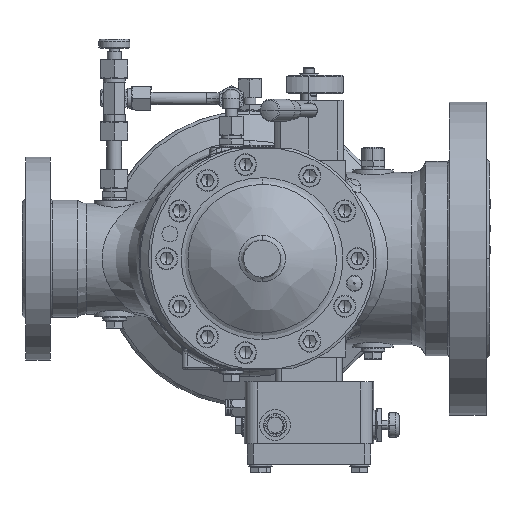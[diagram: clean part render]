
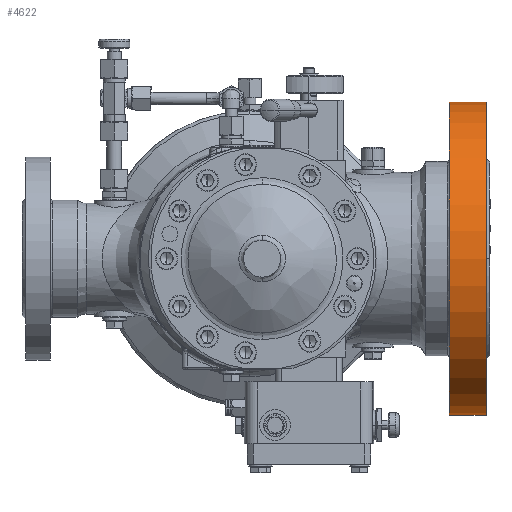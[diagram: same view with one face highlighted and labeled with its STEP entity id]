
A CAD part, front view. The second image highlights one B-rep face of the part: STEP entity #4622.
In plain terms, the highlighted cylindrical face has radius 127 mm (diameter 254 mm), a partial arc.
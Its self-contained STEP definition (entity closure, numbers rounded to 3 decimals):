
#4622 = ADVANCED_FACE ( 'NONE', ( #30721 ), #47368, .T. ) ;
#5225 = CARTESIAN_POINT ( 'NONE',  ( 192., 0., -127. ) ) ;
#6256 = VERTEX_POINT ( 'NONE', #5225 ) ;
#10896 = VECTOR ( 'NONE', #37382, 1000. ) ;
#12257 = CARTESIAN_POINT ( 'NONE',  ( 192., 0., 127. ) ) ;
#13854 = VERTEX_POINT ( 'NONE', #12257 ) ;
#16939 = DIRECTION ( 'NONE',  ( 0., 0., 1. ) ) ;
#19114 = EDGE_LOOP ( 'NONE', ( #125231, #50042, #108370, #134125 ) ) ;
#24059 = VERTEX_POINT ( 'NONE', #38979 ) ;
#24971 = DIRECTION ( 'NONE',  ( -1., 0., 0. ) ) ;
#28279 = CARTESIAN_POINT ( 'NONE',  ( 195., 0., 0. ) ) ;
#29277 = EDGE_CURVE ( 'NONE', #68622, #24059, #51258, .T. ) ;
#30721 = FACE_OUTER_BOUND ( 'NONE', #19114, .T. ) ;
#35119 = DIRECTION ( 'NONE',  ( -1., 0., 0. ) ) ;
#36962 = CARTESIAN_POINT ( 'NONE',  ( 162., 0., -127. ) ) ;
#37382 = DIRECTION ( 'NONE',  ( -1., 0., 0. ) ) ;
#38979 = CARTESIAN_POINT ( 'NONE',  ( 162., 0., 127. ) ) ;
#40138 = DIRECTION ( 'NONE',  ( -1., 0., 0. ) ) ;
#42288 = LINE ( 'NONE', #108071, #10896 ) ;
#45665 = DIRECTION ( 'NONE',  ( -1., 0., 0. ) ) ;
#47368 = CYLINDRICAL_SURFACE ( 'NONE', #87340, 127. ) ;
#50042 = ORIENTED_EDGE ( 'NONE', *, *, #50515, .T. ) ;
#50515 = EDGE_CURVE ( 'NONE', #6256, #13854, #82775, .T. ) ;
#51258 = CIRCLE ( 'NONE', #107855, 127. ) ;
#68622 = VERTEX_POINT ( 'NONE', #36962 ) ;
#82775 = CIRCLE ( 'NONE', #134066, 127. ) ;
#86221 = EDGE_CURVE ( 'NONE', #13854, #24059, #129009, .T. ) ;
#87340 = AXIS2_PLACEMENT_3D ( 'NONE', #28279, #40138, #16939 ) ;
#105836 = CARTESIAN_POINT ( 'NONE',  ( 192., 0., 0. ) ) ;
#107500 = CARTESIAN_POINT ( 'NONE',  ( 195., 0., 127. ) ) ;
#107855 = AXIS2_PLACEMENT_3D ( 'NONE', #116320, #45665, #128132 ) ;
#108071 = CARTESIAN_POINT ( 'NONE',  ( 195., 0., -127. ) ) ;
#108370 = ORIENTED_EDGE ( 'NONE', *, *, #86221, .T. ) ;
#116320 = CARTESIAN_POINT ( 'NONE',  ( 162., 0., 0. ) ) ;
#117690 = DIRECTION ( 'NONE',  ( 0., 0., 1. ) ) ;
#125231 = ORIENTED_EDGE ( 'NONE', *, *, #137931, .F. ) ;
#128132 = DIRECTION ( 'NONE',  ( 0., 0., 1. ) ) ;
#129009 = LINE ( 'NONE', #107500, #152997 ) ;
#134066 = AXIS2_PLACEMENT_3D ( 'NONE', #105836, #35119, #117690 ) ;
#134125 = ORIENTED_EDGE ( 'NONE', *, *, #29277, .F. ) ;
#137931 = EDGE_CURVE ( 'NONE', #6256, #68622, #42288, .T. ) ;
#152997 = VECTOR ( 'NONE', #24971, 1000. ) ;
